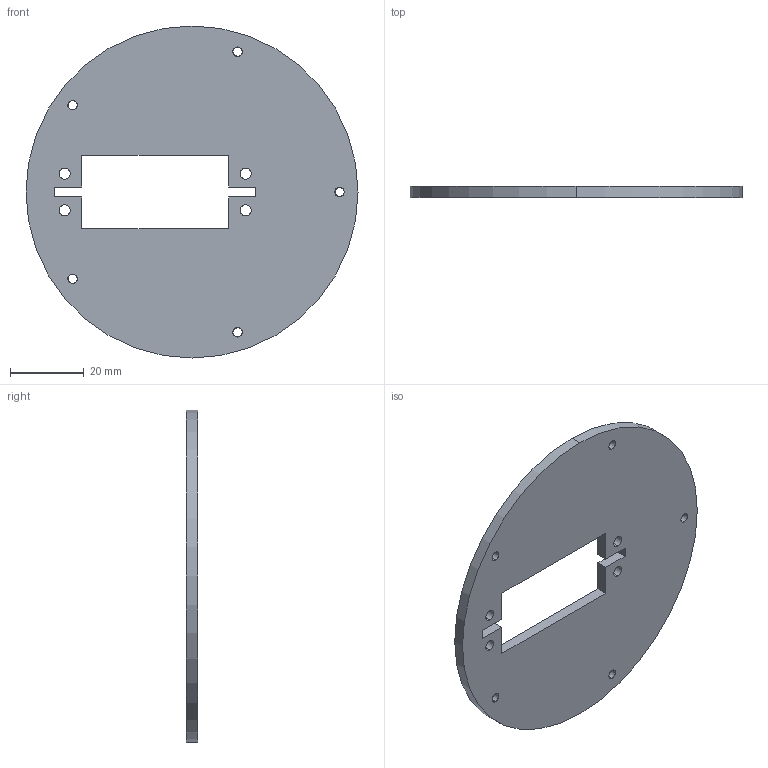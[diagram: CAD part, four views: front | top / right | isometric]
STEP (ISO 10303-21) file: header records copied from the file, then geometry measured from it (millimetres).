
FILE_DESCRIPTION (( 'STEP AP214' ), '1' );
FILE_NAME ('菁攫.step', '2025-04-15T06:15:49', ( '' ), ( '' ), 'SwSTEP 2.0', 'SolidWorks 2024', '' );
FILE_SCHEMA (( 'AUTOMOTIVE_DESIGN' ));
Length unit declared in the file: millimetre
Products named in the file (1): 底盘
Bounding box: 90 x 3 x 90 mm (x, y, z)
Volume: 16416.7 mm3; surface area: 12470.7 mm2
Topology: 1 solids, 1 shells, 44 faces, 116 edges, 74 vertices
Faces by surface type: cylinder 20, plane 14, cone 10
Entity records: 1433 total; most frequent: DIRECTION 256, CARTESIAN_POINT 235, ORIENTED_EDGE 232, EDGE_CURVE 116, AXIS2_PLACEMENT_3D 95, VERTEX_POINT 74, LINE 66, VECTOR 66
